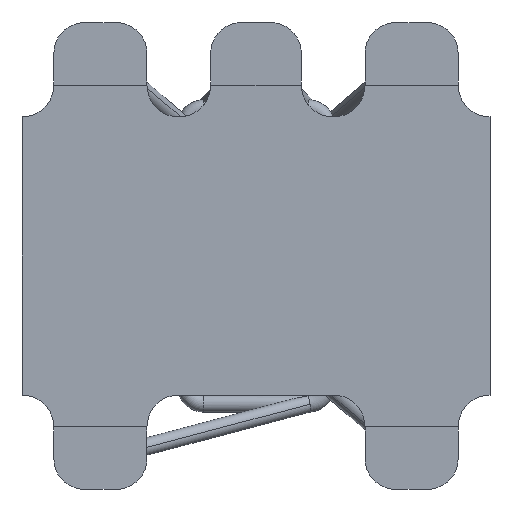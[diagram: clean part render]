
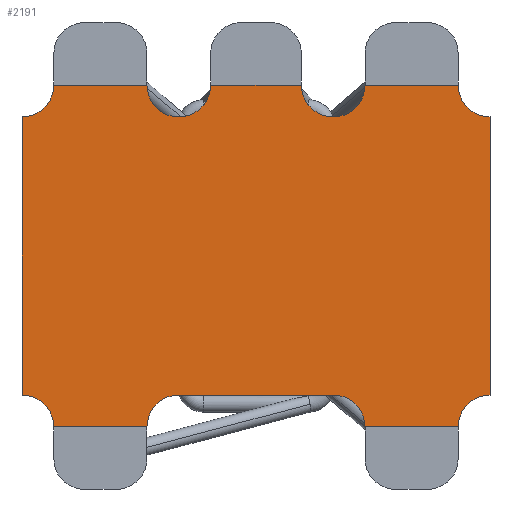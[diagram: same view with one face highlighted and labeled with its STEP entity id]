
A CAD part, front view. The second image highlights one B-rep face of the part: STEP entity #2191.
In plain terms, the highlighted planar face has unit normal (0, -1, 0).
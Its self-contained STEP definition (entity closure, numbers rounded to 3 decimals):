
#54 = CIRCLE ( 'NONE', #1333, 0.26 ) ;
#61 = CIRCLE ( 'NONE', #4030, 0.26 ) ;
#135 = ORIENTED_EDGE ( 'NONE', *, *, #2800, .F. ) ;
#141 = DIRECTION ( 'NONE',  ( 0., 0., -1. ) ) ;
#142 = LINE ( 'NONE', #2841, #3042 ) ;
#194 = EDGE_LOOP ( 'NONE', ( #1918, #4573, #748, #452, #6635, #135, #7412, #1497, #4851, #7425, #4560, #3902, #7290, #6620, #4919, #4988 ) ) ;
#216 = DIRECTION ( 'NONE',  ( 0., 0., -1. ) ) ;
#234 = EDGE_CURVE ( 'NONE', #3658, #5983, #4290, .T. ) ;
#238 = AXIS2_PLACEMENT_3D ( 'NONE', #7360, #3814, #7333 ) ;
#389 = VERTEX_POINT ( 'NONE', #1443 ) ;
#452 = ORIENTED_EDGE ( 'NONE', *, *, #6622, .F. ) ;
#533 = VERTEX_POINT ( 'NONE', #4294 ) ;
#581 = EDGE_CURVE ( 'NONE', #4156, #533, #1032, .T. ) ;
#748 = ORIENTED_EDGE ( 'NONE', *, *, #6716, .F. ) ;
#771 = CARTESIAN_POINT ( 'NONE',  ( -1.65, -0.64, -1.395 ) ) ;
#774 = CARTESIAN_POINT ( 'NONE',  ( 1.91, -0.64, -1.135 ) ) ;
#776 = DIRECTION ( 'NONE',  ( 0., -1., 0. ) ) ;
#820 = DIRECTION ( 'NONE',  ( 0., 0., -1. ) ) ;
#844 = VERTEX_POINT ( 'NONE', #3596 ) ;
#849 = AXIS2_PLACEMENT_3D ( 'NONE', #6612, #3124, #3714 ) ;
#867 = VERTEX_POINT ( 'NONE', #1887 ) ;
#939 = DIRECTION ( 'NONE',  ( 0., 0., 1. ) ) ;
#1032 = LINE ( 'NONE', #2377, #5941 ) ;
#1139 = CARTESIAN_POINT ( 'NONE',  ( -1.91, -0.64, -1.135 ) ) ;
#1182 = LINE ( 'NONE', #1139, #5536 ) ;
#1301 = CARTESIAN_POINT ( 'NONE',  ( 0.63, -0.64, -1.135 ) ) ;
#1312 = CARTESIAN_POINT ( 'NONE',  ( -1.65, -0.64, 1.395 ) ) ;
#1333 = AXIS2_PLACEMENT_3D ( 'NONE', #7120, #6063, #216 ) ;
#1371 = EDGE_CURVE ( 'NONE', #3896, #5007, #61, .T. ) ;
#1443 = CARTESIAN_POINT ( 'NONE',  ( -1.91, -0.64, -1.135 ) ) ;
#1446 = DIRECTION ( 'NONE',  ( 0., -1., 0. ) ) ;
#1497 = ORIENTED_EDGE ( 'NONE', *, *, #2197, .F. ) ;
#1633 = CIRCLE ( 'NONE', #849, 0.26 ) ;
#1675 = VERTEX_POINT ( 'NONE', #6501 ) ;
#1776 = CIRCLE ( 'NONE', #2618, 0.26 ) ;
#1850 = CIRCLE ( 'NONE', #238, 0.26 ) ;
#1887 = CARTESIAN_POINT ( 'NONE',  ( 1.91, -0.64, -1.135 ) ) ;
#1903 = VERTEX_POINT ( 'NONE', #5118 ) ;
#1908 = LINE ( 'NONE', #3281, #6261 ) ;
#1914 = DIRECTION ( 'NONE',  ( -1., 0., 0. ) ) ;
#1918 = ORIENTED_EDGE ( 'NONE', *, *, #5831, .F. ) ;
#1944 = DIRECTION ( 'NONE',  ( 0., 0., 1. ) ) ;
#2071 = VECTOR ( 'NONE', #3530, 1000. ) ;
#2163 = LINE ( 'NONE', #2317, #2071 ) ;
#2191 = ADVANCED_FACE ( 'NONE', ( #7057 ), #4285, .F. ) ;
#2197 = EDGE_CURVE ( 'NONE', #5007, #867, #5890, .T. ) ;
#2314 = DIRECTION ( 'NONE',  ( 0., 0., 1. ) ) ;
#2317 = CARTESIAN_POINT ( 'NONE',  ( -1.65, -0.64, -1.395 ) ) ;
#2377 = CARTESIAN_POINT ( 'NONE',  ( -0.37, -0.64, 1.395 ) ) ;
#2415 = CARTESIAN_POINT ( 'NONE',  ( -0.89, -0.64, 1.395 ) ) ;
#2617 = CARTESIAN_POINT ( 'NONE',  ( -1.91, -0.64, 1.395 ) ) ;
#2618 = AXIS2_PLACEMENT_3D ( 'NONE', #6761, #6127, #7293 ) ;
#2800 = EDGE_CURVE ( 'NONE', #844, #4958, #1908, .T. ) ;
#2817 = DIRECTION ( 'NONE',  ( 1., 0., 0. ) ) ;
#2841 = CARTESIAN_POINT ( 'NONE',  ( 1.65, -0.64, 1.395 ) ) ;
#2922 = CIRCLE ( 'NONE', #4316, 0.26 ) ;
#3042 = VECTOR ( 'NONE', #2817, 1000. ) ;
#3124 = DIRECTION ( 'NONE',  ( 0., -1., 0. ) ) ;
#3257 = CARTESIAN_POINT ( 'NONE',  ( -1.91, -0.64, -1.395 ) ) ;
#3281 = CARTESIAN_POINT ( 'NONE',  ( 0.89, -0.64, -1.395 ) ) ;
#3358 = CARTESIAN_POINT ( 'NONE',  ( -0.89, -0.64, -1.395 ) ) ;
#3410 = CARTESIAN_POINT ( 'NONE',  ( 0.89, -0.64, -1.395 ) ) ;
#3464 = EDGE_CURVE ( 'NONE', #389, #1675, #1182, .T. ) ;
#3518 = CARTESIAN_POINT ( 'NONE',  ( 1.91, -0.64, 1.135 ) ) ;
#3530 = DIRECTION ( 'NONE',  ( -1., 0., 0. ) ) ;
#3596 = CARTESIAN_POINT ( 'NONE',  ( 1.65, -0.64, -1.395 ) ) ;
#3647 = CARTESIAN_POINT ( 'NONE',  ( -0.63, -0.64, -1.395 ) ) ;
#3658 = VERTEX_POINT ( 'NONE', #1312 ) ;
#3674 = CARTESIAN_POINT ( 'NONE',  ( -1.65, -0.64, 1.395 ) ) ;
#3676 = CARTESIAN_POINT ( 'NONE',  ( -0.37, -0.64, 1.395 ) ) ;
#3714 = DIRECTION ( 'NONE',  ( 0., 0., 1. ) ) ;
#3775 = EDGE_CURVE ( 'NONE', #533, #5381, #1633, .T. ) ;
#3802 = CIRCLE ( 'NONE', #4225, 0.26 ) ;
#3814 = DIRECTION ( 'NONE',  ( 0., -1., 0. ) ) ;
#3845 = DIRECTION ( 'NONE',  ( 0., 1., 0. ) ) ;
#3885 = CARTESIAN_POINT ( 'NONE',  ( 0.89, -0.64, 1.395 ) ) ;
#3896 = VERTEX_POINT ( 'NONE', #5724 ) ;
#3902 = ORIENTED_EDGE ( 'NONE', *, *, #581, .F. ) ;
#4030 = AXIS2_PLACEMENT_3D ( 'NONE', #5405, #4239, #1944 ) ;
#4130 = VECTOR ( 'NONE', #6067, 1000. ) ;
#4156 = VERTEX_POINT ( 'NONE', #3676 ) ;
#4225 = AXIS2_PLACEMENT_3D ( 'NONE', #3647, #776, #141 ) ;
#4239 = DIRECTION ( 'NONE',  ( 0., -1., 0. ) ) ;
#4285 = PLANE ( 'NONE',  #4389 ) ;
#4290 = LINE ( 'NONE', #3674, #5860 ) ;
#4294 = CARTESIAN_POINT ( 'NONE',  ( 0.37, -0.64, 1.395 ) ) ;
#4316 = AXIS2_PLACEMENT_3D ( 'NONE', #6858, #5672, #6913 ) ;
#4354 = EDGE_CURVE ( 'NONE', #5381, #3896, #142, .T. ) ;
#4389 = AXIS2_PLACEMENT_3D ( 'NONE', #3257, #3845, #939 ) ;
#4505 = EDGE_CURVE ( 'NONE', #4903, #5532, #2163, .T. ) ;
#4560 = ORIENTED_EDGE ( 'NONE', *, *, #3775, .F. ) ;
#4573 = ORIENTED_EDGE ( 'NONE', *, *, #4505, .F. ) ;
#4851 = ORIENTED_EDGE ( 'NONE', *, *, #1371, .F. ) ;
#4853 = DIRECTION ( 'NONE',  ( 1., 0., 0. ) ) ;
#4903 = VERTEX_POINT ( 'NONE', #3358 ) ;
#4919 = ORIENTED_EDGE ( 'NONE', *, *, #7520, .F. ) ;
#4958 = VERTEX_POINT ( 'NONE', #3410 ) ;
#4988 = ORIENTED_EDGE ( 'NONE', *, *, #3464, .F. ) ;
#5007 = VERTEX_POINT ( 'NONE', #3518 ) ;
#5118 = CARTESIAN_POINT ( 'NONE',  ( -0.63, -0.64, -1.135 ) ) ;
#5351 = EDGE_CURVE ( 'NONE', #4958, #6515, #1776, .T. ) ;
#5381 = VERTEX_POINT ( 'NONE', #3885 ) ;
#5405 = CARTESIAN_POINT ( 'NONE',  ( 1.91, -0.64, 1.395 ) ) ;
#5532 = VERTEX_POINT ( 'NONE', #771 ) ;
#5536 = VECTOR ( 'NONE', #2314, 1000. ) ;
#5672 = DIRECTION ( 'NONE',  ( 0., -1., 0. ) ) ;
#5700 = EDGE_CURVE ( 'NONE', #5983, #4156, #1850, .T. ) ;
#5722 = LINE ( 'NONE', #7149, #7071 ) ;
#5724 = CARTESIAN_POINT ( 'NONE',  ( 1.65, -0.64, 1.395 ) ) ;
#5831 = EDGE_CURVE ( 'NONE', #5532, #389, #2922, .T. ) ;
#5860 = VECTOR ( 'NONE', #4853, 1000. ) ;
#5890 = LINE ( 'NONE', #774, #4130 ) ;
#5941 = VECTOR ( 'NONE', #6436, 1000. ) ;
#5983 = VERTEX_POINT ( 'NONE', #2415 ) ;
#6063 = DIRECTION ( 'NONE',  ( 0., -1., 0. ) ) ;
#6067 = DIRECTION ( 'NONE',  ( 0., 0., -1. ) ) ;
#6127 = DIRECTION ( 'NONE',  ( 0., -1., 0. ) ) ;
#6261 = VECTOR ( 'NONE', #7309, 1000. ) ;
#6436 = DIRECTION ( 'NONE',  ( 1., 0., 0. ) ) ;
#6478 = AXIS2_PLACEMENT_3D ( 'NONE', #2617, #1446, #820 ) ;
#6501 = CARTESIAN_POINT ( 'NONE',  ( -1.91, -0.64, 1.135 ) ) ;
#6515 = VERTEX_POINT ( 'NONE', #1301 ) ;
#6612 = CARTESIAN_POINT ( 'NONE',  ( 0.63, -0.64, 1.395 ) ) ;
#6620 = ORIENTED_EDGE ( 'NONE', *, *, #234, .F. ) ;
#6622 = EDGE_CURVE ( 'NONE', #6515, #1903, #5722, .T. ) ;
#6635 = ORIENTED_EDGE ( 'NONE', *, *, #5351, .F. ) ;
#6716 = EDGE_CURVE ( 'NONE', #1903, #4903, #3802, .T. ) ;
#6761 = CARTESIAN_POINT ( 'NONE',  ( 0.63, -0.64, -1.395 ) ) ;
#6858 = CARTESIAN_POINT ( 'NONE',  ( -1.91, -0.64, -1.395 ) ) ;
#6912 = EDGE_CURVE ( 'NONE', #867, #844, #54, .T. ) ;
#6913 = DIRECTION ( 'NONE',  ( 0., 0., 1. ) ) ;
#7057 = FACE_OUTER_BOUND ( 'NONE', #194, .T. ) ;
#7071 = VECTOR ( 'NONE', #1914, 1000. ) ;
#7120 = CARTESIAN_POINT ( 'NONE',  ( 1.91, -0.64, -1.395 ) ) ;
#7149 = CARTESIAN_POINT ( 'NONE',  ( -0.63, -0.64, -1.135 ) ) ;
#7264 = CIRCLE ( 'NONE', #6478, 0.26 ) ;
#7290 = ORIENTED_EDGE ( 'NONE', *, *, #5700, .F. ) ;
#7293 = DIRECTION ( 'NONE',  ( 0., 0., 1. ) ) ;
#7309 = DIRECTION ( 'NONE',  ( -1., 0., 0. ) ) ;
#7333 = DIRECTION ( 'NONE',  ( 0., 0., 1. ) ) ;
#7360 = CARTESIAN_POINT ( 'NONE',  ( -0.63, -0.64, 1.395 ) ) ;
#7412 = ORIENTED_EDGE ( 'NONE', *, *, #6912, .F. ) ;
#7425 = ORIENTED_EDGE ( 'NONE', *, *, #4354, .F. ) ;
#7520 = EDGE_CURVE ( 'NONE', #1675, #3658, #7264, .T. ) ;
